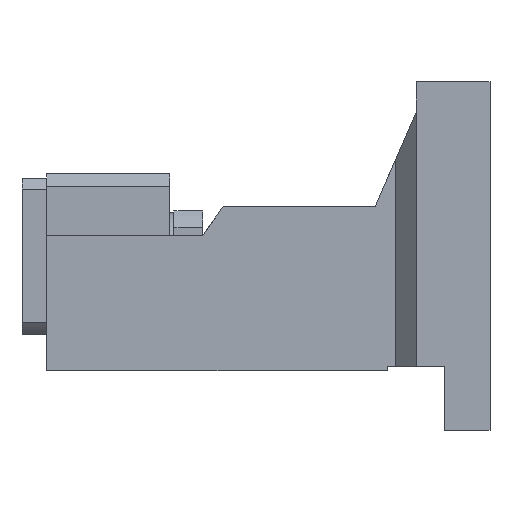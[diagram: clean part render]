
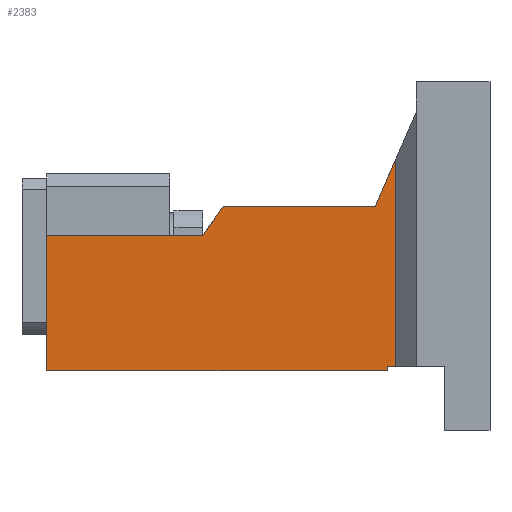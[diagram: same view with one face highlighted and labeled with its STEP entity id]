
A CAD part, front view. The second image highlights one B-rep face of the part: STEP entity #2383.
In plain terms, the highlighted planar face has unit normal (0, -1, 0).
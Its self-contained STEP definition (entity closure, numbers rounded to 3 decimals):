
#1915=CARTESIAN_POINT('Vertex',(85.,-35.,-27.)) ;
#1918=CARTESIAN_POINT('Line Origine',(84.,-35.,-27.)) ;
#1922=CARTESIAN_POINT('Vertex',(83.,-35.,-27.)) ;
#2305=CARTESIAN_POINT('Vertex',(85.,-35.,23.462)) ;
#2308=CARTESIAN_POINT('Line Origine',(85.,-35.,-1.769)) ;
#2320=CARTESIAN_POINT('Axis2P3D Location',(0.,-35.,0.)) ;
#2325=CARTESIAN_POINT('Line Origine',(82.517,-35.,17.731)) ;
#2329=CARTESIAN_POINT('Vertex',(80.033,-35.,12.)) ;
#2332=CARTESIAN_POINT('Line Origine',(61.517,-35.,12.)) ;
#2336=CARTESIAN_POINT('Vertex',(43.,-35.,12.)) ;
#2339=CARTESIAN_POINT('Line Origine',(40.5,-35.,8.5)) ;
#2343=CARTESIAN_POINT('Vertex',(38.,-35.,5.)) ;
#2346=CARTESIAN_POINT('Line Origine',(19.,-35.,5.)) ;
#2350=CARTESIAN_POINT('Vertex',(0.,-35.,5.)) ;
#2353=CARTESIAN_POINT('Line Origine',(0.,-35.,-11.5)) ;
#2357=CARTESIAN_POINT('Vertex',(0.,-35.,-28.)) ;
#2360=CARTESIAN_POINT('Line Origine',(41.5,-35.,-28.)) ;
#2364=CARTESIAN_POINT('Vertex',(83.,-35.,-28.)) ;
#2367=CARTESIAN_POINT('Line Origine',(83.,-35.,-27.5)) ;
#1919=DIRECTION('Vector Direction',(1.,0.,0.)) ;
#2309=DIRECTION('Vector Direction',(0.,0.,1.)) ;
#2321=DIRECTION('Axis2P3D Direction',(0.,-1.,0.)) ;
#2322=DIRECTION('Axis2P3D XDirection',(1.,0.,0.)) ;
#2326=DIRECTION('Vector Direction',(0.398,0.,0.918)) ;
#2333=DIRECTION('Vector Direction',(1.,0.,0.)) ;
#2340=DIRECTION('Vector Direction',(-0.581,0.,-0.814)) ;
#2347=DIRECTION('Vector Direction',(-1.,0.,0.)) ;
#2354=DIRECTION('Vector Direction',(0.,0.,-1.)) ;
#2361=DIRECTION('Vector Direction',(1.,0.,0.)) ;
#2368=DIRECTION('Vector Direction',(0.,0.,-1.)) ;
#2323=AXIS2_PLACEMENT_3D('Plane Axis2P3D',#2320,#2321,#2322) ;
#2373=ORIENTED_EDGE('',*,*,#2312,.T.) ;
#2374=ORIENTED_EDGE('',*,*,#2331,.F.) ;
#2375=ORIENTED_EDGE('',*,*,#2338,.F.) ;
#2376=ORIENTED_EDGE('',*,*,#2345,.T.) ;
#2377=ORIENTED_EDGE('',*,*,#2352,.T.) ;
#2378=ORIENTED_EDGE('',*,*,#2359,.T.) ;
#2379=ORIENTED_EDGE('',*,*,#2366,.T.) ;
#2380=ORIENTED_EDGE('',*,*,#2371,.F.) ;
#2381=ORIENTED_EDGE('',*,*,#1924,.T.) ;
#1920=VECTOR('Line Direction',#1919,1.) ;
#2310=VECTOR('Line Direction',#2309,1.) ;
#2327=VECTOR('Line Direction',#2326,1.) ;
#2334=VECTOR('Line Direction',#2333,1.) ;
#2341=VECTOR('Line Direction',#2340,1.) ;
#2348=VECTOR('Line Direction',#2347,1.) ;
#2355=VECTOR('Line Direction',#2354,1.) ;
#2362=VECTOR('Line Direction',#2361,1.) ;
#2369=VECTOR('Line Direction',#2368,1.) ;
#2383=ADVANCED_FACE('\X2\96F64EF651E04F554F53\X0\',(#2382),#2324,.T.) ;
#1924=EDGE_CURVE('',#1923,#1916,#1921,.T.) ;
#2312=EDGE_CURVE('',#1916,#2306,#2311,.T.) ;
#2331=EDGE_CURVE('',#2330,#2306,#2328,.T.) ;
#2338=EDGE_CURVE('',#2337,#2330,#2335,.T.) ;
#2345=EDGE_CURVE('',#2337,#2344,#2342,.T.) ;
#2352=EDGE_CURVE('',#2344,#2351,#2349,.T.) ;
#2359=EDGE_CURVE('',#2351,#2358,#2356,.T.) ;
#2366=EDGE_CURVE('',#2358,#2365,#2363,.T.) ;
#2371=EDGE_CURVE('',#1923,#2365,#2370,.T.) ;
#2372=EDGE_LOOP('',(#2373,#2374,#2375,#2376,#2377,#2378,#2379,#2380,#2381)) ;
#2382=FACE_OUTER_BOUND('',#2372,.T.) ;
#1921=LINE('Line',#1918,#1920) ;
#2311=LINE('Line',#2308,#2310) ;
#2328=LINE('Line',#2325,#2327) ;
#2335=LINE('Line',#2332,#2334) ;
#2342=LINE('Line',#2339,#2341) ;
#2349=LINE('Line',#2346,#2348) ;
#2356=LINE('Line',#2353,#2355) ;
#2363=LINE('Line',#2360,#2362) ;
#2370=LINE('Line',#2367,#2369) ;
#2324=PLANE('Plane',#2323) ;
#1916=VERTEX_POINT('',#1915) ;
#1923=VERTEX_POINT('',#1922) ;
#2306=VERTEX_POINT('',#2305) ;
#2330=VERTEX_POINT('',#2329) ;
#2337=VERTEX_POINT('',#2336) ;
#2344=VERTEX_POINT('',#2343) ;
#2351=VERTEX_POINT('',#2350) ;
#2358=VERTEX_POINT('',#2357) ;
#2365=VERTEX_POINT('',#2364) ;
